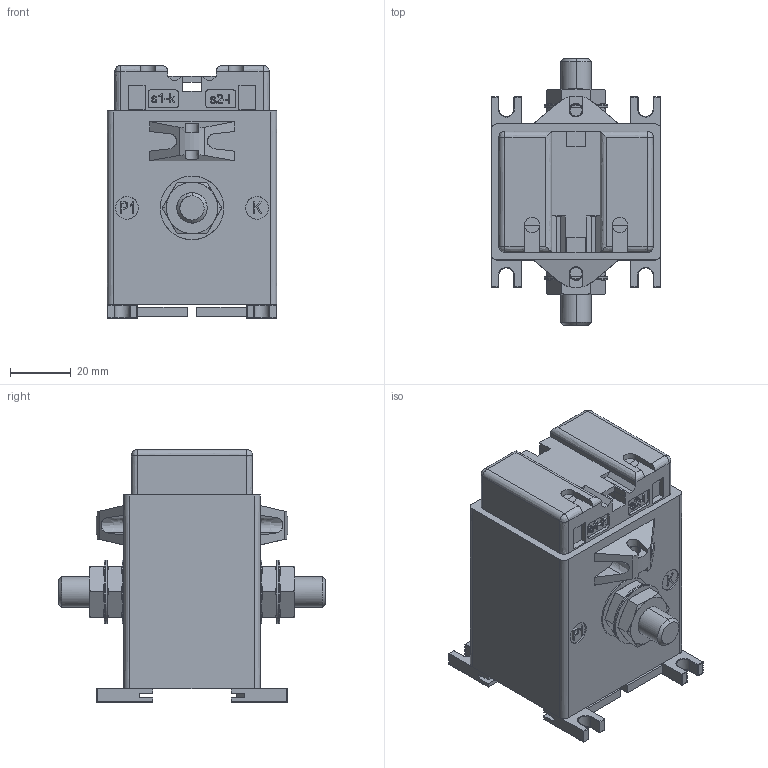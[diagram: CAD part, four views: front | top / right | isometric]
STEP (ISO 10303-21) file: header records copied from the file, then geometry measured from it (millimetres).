
FILE_DESCRIPTION(/* description */ (''),/* implementation_level */ '2;1');
FILE_NAME(/* name */ 'TAC005 30_100A',/* time_stamp */ '2011-05-30T15:02:43+02:00',/* author */ (''),/* organization */ (''),/* preprocessor_version */ 'ST-DEVELOPER v8',/* originating_system */ '',/* authorisation */ '');
FILE_SCHEMA (('CONFIG_CONTROL_DESIGN'));
Length unit declared in the file: millimetre
Products named in the file (1): 2
Bounding box: 56 x 88 x 83.5 mm (x, y, z)
Volume: 194109.7 mm3; surface area: 39912.7 mm2
Topology: 23 solids, 149 shells, 645 faces, 1646 edges, 1187 vertices
Faces by surface type: bspline 645
Entity records: 25151 total; most frequent: CARTESIAN_POINT 15655, ORIENTED_EDGE 2860, EDGE_CURVE 1643, VERTEX_POINT 1186, B_SPLINE_CURVE_WITH_KNOTS 1148, EDGE_LOOP 689, ADVANCED_FACE 645, FACE_OUTER_BOUND 645
